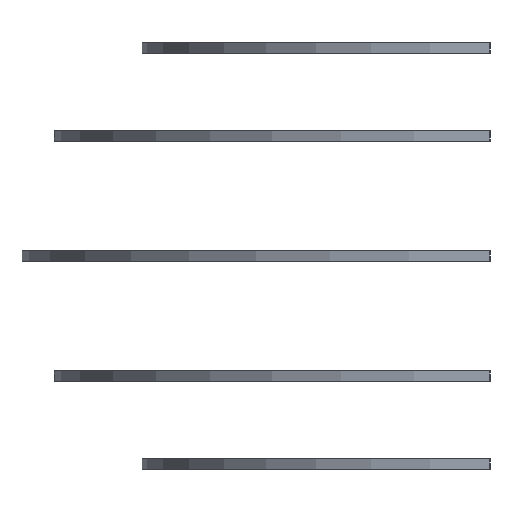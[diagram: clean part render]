
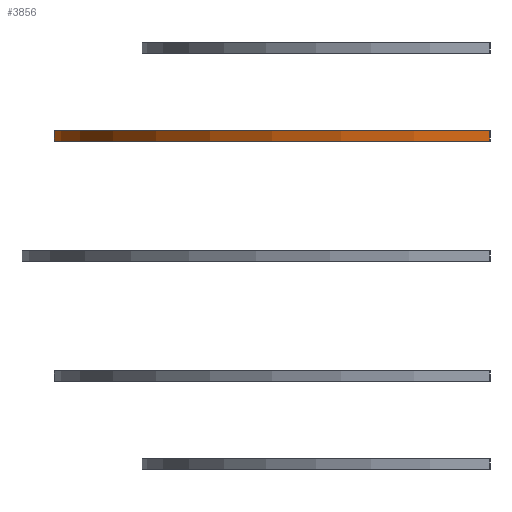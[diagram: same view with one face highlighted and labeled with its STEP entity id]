
A CAD part, left-side view. The second image highlights one B-rep face of the part: STEP entity #3856.
In plain terms, the highlighted cylindrical face has radius 1249.71 mm (diameter 2499.41 mm), a partial arc.
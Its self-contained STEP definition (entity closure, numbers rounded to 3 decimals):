
#1977 = EDGE_CURVE('',#1978,#1980,#1982,.T.);
#1978 = VERTEX_POINT('',#1979);
#1979 = CARTESIAN_POINT('',(1249.707,0.,359.444));
#1980 = VERTEX_POINT('',#1981);
#1981 = CARTESIAN_POINT('',(-1249.707,0.,
    359.444));
#1982 = SURFACE_CURVE('',#1983,(#1988,#2000),.PCURVE_S1.);
#1983 = CIRCLE('',#1984,1249.707);
#1984 = AXIS2_PLACEMENT_3D('',#1985,#1986,#1987);
#1985 = CARTESIAN_POINT('',(0.,0.,359.444));
#1986 = DIRECTION('',(0.,0.,1.));
#1987 = DIRECTION('',(1.,0.,0.));
#1988 = PCURVE('',#1989,#1994);
#1989 = PLANE('',#1990);
#1990 = AXIS2_PLACEMENT_3D('',#1991,#1992,#1993);
#1991 = CARTESIAN_POINT('',(0.,0.,359.444));
#1992 = DIRECTION('',(0.,0.,1.));
#1993 = DIRECTION('',(1.,0.,0.));
#1994 = DEFINITIONAL_REPRESENTATION('',(#1995),#1999);
#1995 = CIRCLE('',#1996,1249.707);
#1996 = AXIS2_PLACEMENT_2D('',#1997,#1998);
#1997 = CARTESIAN_POINT('',(0.,0.));
#1998 = DIRECTION('',(1.,0.));
#1999 = ( GEOMETRIC_REPRESENTATION_CONTEXT(2) 
PARAMETRIC_REPRESENTATION_CONTEXT() REPRESENTATION_CONTEXT('2D SPACE',''
  ) );
#2000 = PCURVE('',#2001,#2006);
#2001 = CYLINDRICAL_SURFACE('',#2002,1249.707);
#2002 = AXIS2_PLACEMENT_3D('',#2003,#2004,#2005);
#2003 = CARTESIAN_POINT('',(0.,0.,329.444));
#2004 = DIRECTION('',(0.,0.,1.));
#2005 = DIRECTION('',(1.,0.,0.));
#2006 = DEFINITIONAL_REPRESENTATION('',(#2007),#2010);
#2007 = B_SPLINE_CURVE_WITH_KNOTS('',1,(#2008,#2009),.UNSPECIFIED.,.F.,
  .F.,(2,2),(0.,3.142),.PIECEWISE_BEZIER_KNOTS.);
#2008 = CARTESIAN_POINT('',(0.,30.));
#2009 = CARTESIAN_POINT('',(3.142,30.));
#2010 = ( GEOMETRIC_REPRESENTATION_CONTEXT(2) 
PARAMETRIC_REPRESENTATION_CONTEXT() REPRESENTATION_CONTEXT('2D SPACE',''
  ) );
#2028 = B_SPLINE_SURFACE_WITH_KNOTS('',3,3,(
    (#2029,#2030,#2031,#2032)
    ,(#2033,#2034,#2035,#2036)
    ,(#2037,#2038,#2039,#2040)
    ,(#2041,#2042,#2043,#2044
    )),.UNSPECIFIED.,.F.,.F.,.F.,(4,4),(4,4),(-0.165,
    0.165),(-0.165,0.165),
  .PIECEWISE_BEZIER_KNOTS.);
#2029 = CARTESIAN_POINT('',(-1218.153,0.,
    327.944));
#2030 = CARTESIAN_POINT('',(-1218.171,0.,
    338.961));
#2031 = CARTESIAN_POINT('',(-1218.189,0.,
    349.979));
#2032 = CARTESIAN_POINT('',(-1218.207,0.,
    360.997));
#2033 = CARTESIAN_POINT('',(-1229.171,0.,
    327.926));
#2034 = CARTESIAN_POINT('',(-1229.189,0.,
    338.944));
#2035 = CARTESIAN_POINT('',(-1229.207,0.,
    349.961));
#2036 = CARTESIAN_POINT('',(-1229.224,0.,
    360.979));
#2037 = CARTESIAN_POINT('',(-1240.189,0.,
    327.908));
#2038 = CARTESIAN_POINT('',(-1240.207,0.,
    338.926));
#2039 = CARTESIAN_POINT('',(-1240.224,0.,
    349.944));
#2040 = CARTESIAN_POINT('',(-1240.242,0.,
    360.961));
#2041 = CARTESIAN_POINT('',(-1251.207,0.,
    327.89));
#2042 = CARTESIAN_POINT('',(-1251.224,0.,
    338.908));
#2043 = CARTESIAN_POINT('',(-1251.242,0.,
    349.926));
#2044 = CARTESIAN_POINT('',(-1251.26,0.,
    360.944));
#2493 = B_SPLINE_SURFACE_WITH_KNOTS('',3,3,(
    (#2494,#2495,#2496,#2497)
    ,(#2498,#2499,#2500,#2501)
    ,(#2502,#2503,#2504,#2505)
    ,(#2506,#2507,#2508,#2509
    )),.UNSPECIFIED.,.F.,.F.,.F.,(4,4),(4,4),(-0.165,
    0.165),(-0.165,0.165),
  .PIECEWISE_BEZIER_KNOTS.);
#2494 = CARTESIAN_POINT('',(1218.153,0.,327.944));
#2495 = CARTESIAN_POINT('',(1218.171,0.,338.961));
#2496 = CARTESIAN_POINT('',(1218.189,0.,349.979));
#2497 = CARTESIAN_POINT('',(1218.207,0.,360.997));
#2498 = CARTESIAN_POINT('',(1229.171,0.,327.926));
#2499 = CARTESIAN_POINT('',(1229.189,0.,338.944));
#2500 = CARTESIAN_POINT('',(1229.207,0.,349.961));
#2501 = CARTESIAN_POINT('',(1229.224,0.,360.979));
#2502 = CARTESIAN_POINT('',(1240.189,0.,327.908));
#2503 = CARTESIAN_POINT('',(1240.207,0.,338.926));
#2504 = CARTESIAN_POINT('',(1240.224,0.,349.944));
#2505 = CARTESIAN_POINT('',(1240.242,0.,360.961));
#2506 = CARTESIAN_POINT('',(1251.207,0.,327.89));
#2507 = CARTESIAN_POINT('',(1251.224,0.,338.908));
#2508 = CARTESIAN_POINT('',(1251.242,0.,349.926));
#2509 = CARTESIAN_POINT('',(1251.26,0.,360.944));
#2956 = PLANE('',#2957);
#2957 = AXIS2_PLACEMENT_3D('',#2958,#2959,#2960);
#2958 = CARTESIAN_POINT('',(0.,0.,329.444));
#2959 = DIRECTION('',(0.,0.,1.));
#2960 = DIRECTION('',(1.,0.,0.));
#2993 = VERTEX_POINT('',#2994);
#2994 = CARTESIAN_POINT('',(-1249.707,0.,
    329.444));
#3414 = EDGE_CURVE('',#3415,#2993,#3417,.T.);
#3415 = VERTEX_POINT('',#3416);
#3416 = CARTESIAN_POINT('',(1249.707,0.,329.444));
#3417 = SURFACE_CURVE('',#3418,(#3423,#3430),.PCURVE_S1.);
#3418 = CIRCLE('',#3419,1249.707);
#3419 = AXIS2_PLACEMENT_3D('',#3420,#3421,#3422);
#3420 = CARTESIAN_POINT('',(0.,0.,329.444));
#3421 = DIRECTION('',(0.,0.,1.));
#3422 = DIRECTION('',(1.,0.,0.));
#3423 = PCURVE('',#2956,#3424);
#3424 = DEFINITIONAL_REPRESENTATION('',(#3425),#3429);
#3425 = CIRCLE('',#3426,1249.707);
#3426 = AXIS2_PLACEMENT_2D('',#3427,#3428);
#3427 = CARTESIAN_POINT('',(0.,0.));
#3428 = DIRECTION('',(1.,0.));
#3429 = ( GEOMETRIC_REPRESENTATION_CONTEXT(2) 
PARAMETRIC_REPRESENTATION_CONTEXT() REPRESENTATION_CONTEXT('2D SPACE',''
  ) );
#3430 = PCURVE('',#2001,#3431);
#3431 = DEFINITIONAL_REPRESENTATION('',(#3432),#3435);
#3432 = B_SPLINE_CURVE_WITH_KNOTS('',1,(#3433,#3434),.UNSPECIFIED.,.F.,
  .F.,(2,2),(0.,3.142),.PIECEWISE_BEZIER_KNOTS.);
#3433 = CARTESIAN_POINT('',(0.,0.));
#3434 = CARTESIAN_POINT('',(3.142,0.));
#3435 = ( GEOMETRIC_REPRESENTATION_CONTEXT(2) 
PARAMETRIC_REPRESENTATION_CONTEXT() REPRESENTATION_CONTEXT('2D SPACE',''
  ) );
#3856 = ADVANCED_FACE('',(#3857),#2001,.T.);
#3857 = FACE_BOUND('',#3858,.T.);
#3858 = EDGE_LOOP('',(#3859,#3860,#3879,#3880));
#3859 = ORIENTED_EDGE('',*,*,#3414,.T.);
#3860 = ORIENTED_EDGE('',*,*,#3861,.T.);
#3861 = EDGE_CURVE('',#2993,#1980,#3862,.T.);
#3862 = SURFACE_CURVE('',#3863,(#3867,#3873),.PCURVE_S1.);
#3863 = LINE('',#3864,#3865);
#3864 = CARTESIAN_POINT('',(-1249.707,0.,
    329.444));
#3865 = VECTOR('',#3866,1.);
#3866 = DIRECTION('',(0.,0.,1.));
#3867 = PCURVE('',#2001,#3868);
#3868 = DEFINITIONAL_REPRESENTATION('',(#3869),#3872);
#3869 = B_SPLINE_CURVE_WITH_KNOTS('',1,(#3870,#3871),.UNSPECIFIED.,.F.,
  .F.,(2,2),(0.,30.),.PIECEWISE_BEZIER_KNOTS.);
#3870 = CARTESIAN_POINT('',(3.142,0.));
#3871 = CARTESIAN_POINT('',(3.142,30.));
#3872 = ( GEOMETRIC_REPRESENTATION_CONTEXT(2) 
PARAMETRIC_REPRESENTATION_CONTEXT() REPRESENTATION_CONTEXT('2D SPACE',''
  ) );
#3873 = PCURVE('',#2028,#3874);
#3874 = DEFINITIONAL_REPRESENTATION('',(#3875),#3878);
#3875 = B_SPLINE_CURVE_WITH_KNOTS('',1,(#3876,#3877),.UNSPECIFIED.,.F.,
  .F.,(2,2),(0.,30.),.PIECEWISE_BEZIER_KNOTS.);
#3876 = CARTESIAN_POINT('',(0.15,-0.15));
#3877 = CARTESIAN_POINT('',(0.15,0.15));
#3878 = ( GEOMETRIC_REPRESENTATION_CONTEXT(2) 
PARAMETRIC_REPRESENTATION_CONTEXT() REPRESENTATION_CONTEXT('2D SPACE',''
  ) );
#3879 = ORIENTED_EDGE('',*,*,#1977,.F.);
#3880 = ORIENTED_EDGE('',*,*,#3881,.F.);
#3881 = EDGE_CURVE('',#3415,#1978,#3882,.T.);
#3882 = SURFACE_CURVE('',#3883,(#3887,#3893),.PCURVE_S1.);
#3883 = LINE('',#3884,#3885);
#3884 = CARTESIAN_POINT('',(1249.707,0.,329.444));
#3885 = VECTOR('',#3886,1.);
#3886 = DIRECTION('',(0.,0.,1.));
#3887 = PCURVE('',#2001,#3888);
#3888 = DEFINITIONAL_REPRESENTATION('',(#3889),#3892);
#3889 = B_SPLINE_CURVE_WITH_KNOTS('',1,(#3890,#3891),.UNSPECIFIED.,.F.,
  .F.,(2,2),(0.,30.),.PIECEWISE_BEZIER_KNOTS.);
#3890 = CARTESIAN_POINT('',(0.,0.));
#3891 = CARTESIAN_POINT('',(0.,30.));
#3892 = ( GEOMETRIC_REPRESENTATION_CONTEXT(2) 
PARAMETRIC_REPRESENTATION_CONTEXT() REPRESENTATION_CONTEXT('2D SPACE',''
  ) );
#3893 = PCURVE('',#2493,#3894);
#3894 = DEFINITIONAL_REPRESENTATION('',(#3895),#3898);
#3895 = B_SPLINE_CURVE_WITH_KNOTS('',1,(#3896,#3897),.UNSPECIFIED.,.F.,
  .F.,(2,2),(0.,30.),.PIECEWISE_BEZIER_KNOTS.);
#3896 = CARTESIAN_POINT('',(0.15,-0.15));
#3897 = CARTESIAN_POINT('',(0.15,0.15));
#3898 = ( GEOMETRIC_REPRESENTATION_CONTEXT(2) 
PARAMETRIC_REPRESENTATION_CONTEXT() REPRESENTATION_CONTEXT('2D SPACE',''
  ) );
